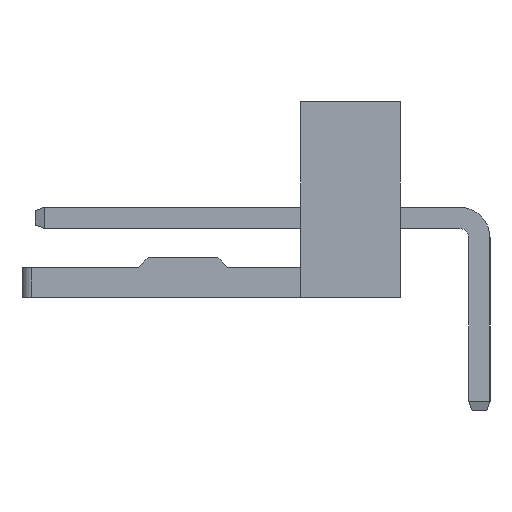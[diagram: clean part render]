
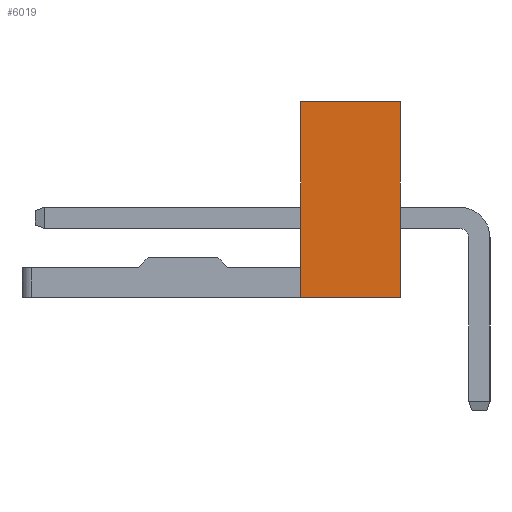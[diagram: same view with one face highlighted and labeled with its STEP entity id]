
A CAD part, left-side view. The second image highlights one B-rep face of the part: STEP entity #6019.
In plain terms, the highlighted planar face has unit normal (-1, 0, 0).
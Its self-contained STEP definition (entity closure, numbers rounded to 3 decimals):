
#502 = LINE ( 'NONE', #8960, #7690 ) ;
#830 = VECTOR ( 'NONE', #11972, 1000. ) ;
#1494 = VERTEX_POINT ( 'NONE', #8831 ) ;
#1616 = ORIENTED_EDGE ( 'NONE', *, *, #6526, .F. ) ;
#1649 = EDGE_CURVE ( 'NONE', #7153, #5567, #13206, .T. ) ;
#2620 = LINE ( 'NONE', #7654, #8353 ) ;
#3262 = CARTESIAN_POINT ( 'NONE',  ( -1.27, 5.38, 5.9 ) ) ;
#3643 = EDGE_CURVE ( 'NONE', #1494, #7153, #10983, .T. ) ;
#3769 = VECTOR ( 'NONE', #8144, 1000. ) ;
#4272 = DIRECTION ( 'NONE',  ( 0., 0., 1. ) ) ;
#4454 = CARTESIAN_POINT ( 'NONE',  ( -1.27, 2.38, 0. ) ) ;
#4490 = ORIENTED_EDGE ( 'NONE', *, *, #3643, .T. ) ;
#4853 = ORIENTED_EDGE ( 'NONE', *, *, #1649, .T. ) ;
#4876 = CARTESIAN_POINT ( 'NONE',  ( -1.27, 2.38, 5.9 ) ) ;
#5567 = VERTEX_POINT ( 'NONE', #3262 ) ;
#5659 = CARTESIAN_POINT ( 'NONE',  ( -1.27, 2.38, 0. ) ) ;
#6019 = ADVANCED_FACE ( 'NONE', ( #11022 ), #10771, .T. ) ;
#6526 = EDGE_CURVE ( 'NONE', #1494, #13203, #502, .T. ) ;
#6895 = EDGE_CURVE ( 'NONE', #5567, #13203, #2620, .T. ) ;
#6929 = DIRECTION ( 'NONE',  ( 0., 1., 0. ) ) ;
#7153 = VERTEX_POINT ( 'NONE', #4876 ) ;
#7401 = DIRECTION ( 'NONE',  ( -1., 0., 0. ) ) ;
#7654 = CARTESIAN_POINT ( 'NONE',  ( -1.27, 5.38, 0. ) ) ;
#7659 = CARTESIAN_POINT ( 'NONE',  ( -1.27, 5.38, 0. ) ) ;
#7690 = VECTOR ( 'NONE', #6929, 1000. ) ;
#7699 = DIRECTION ( 'NONE',  ( 0., 0., -1. ) ) ;
#8144 = DIRECTION ( 'NONE',  ( 0., 1., 0. ) ) ;
#8353 = VECTOR ( 'NONE', #7699, 1000. ) ;
#8413 = AXIS2_PLACEMENT_3D ( 'NONE', #4454, #7401, #4272 ) ;
#8831 = CARTESIAN_POINT ( 'NONE',  ( -1.27, 2.38, 0. ) ) ;
#8960 = CARTESIAN_POINT ( 'NONE',  ( -1.27, 2.38, 0. ) ) ;
#9107 = CARTESIAN_POINT ( 'NONE',  ( -1.27, 2.38, 5.9 ) ) ;
#10771 = PLANE ( 'NONE',  #8413 ) ;
#10983 = LINE ( 'NONE', #5659, #830 ) ;
#11022 = FACE_OUTER_BOUND ( 'NONE', #12605, .T. ) ;
#11972 = DIRECTION ( 'NONE',  ( 0., 0., 1. ) ) ;
#12605 = EDGE_LOOP ( 'NONE', ( #13041, #1616, #4490, #4853 ) ) ;
#13041 = ORIENTED_EDGE ( 'NONE', *, *, #6895, .T. ) ;
#13203 = VERTEX_POINT ( 'NONE', #7659 ) ;
#13206 = LINE ( 'NONE', #9107, #3769 ) ;
